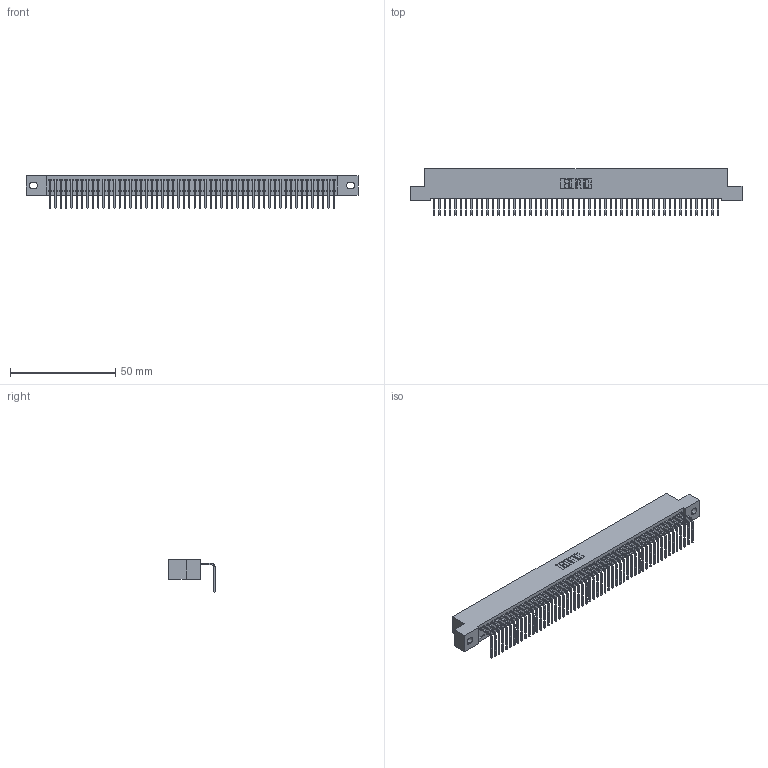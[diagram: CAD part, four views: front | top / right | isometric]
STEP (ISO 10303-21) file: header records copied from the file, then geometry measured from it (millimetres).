
FILE_DESCRIPTION (( 'STEP AP203' ), '1' );
FILE_NAME ('342-054-558-102.STEP', '2018-08-13T00:51:08', ( '' ), ( '' ), 'SwSTEP 2.0', 'SolidWorks 2016', '' );
FILE_SCHEMA (( 'CONFIG_CONTROL_DESIGN' ));
Length unit declared in the file: inch
Products named in the file (3): 342 Part_.128 Slot; 345-292-001_558 Tail - 2; 342-054-558-102
Assembly tree (55 placements, depth 2):
  342-054-558-102
    342 Part_.128 Slot
    345-292-001_558 Tail - 2  x54
Bounding box: 157.48 x 21.91 x 15.62 mm (x, y, z)
Volume: 13979.8 mm3; surface area: 21534.2 mm2
Topology: 55 solids, 55 shells, 3354 faces, 10139 edges, 6686 vertices
Faces by surface type: plane 2446, cylinder 908
Entity records: 31547 total; most frequent: CARTESIAN_POINT 5448, ORIENTED_EDGE 5438, DIRECTION 4571, EDGE_CURVE 2719, VECTOR 2591, LINE 2591, VERTEX_POINT 1810, AXIS2_PLACEMENT_3D 990
